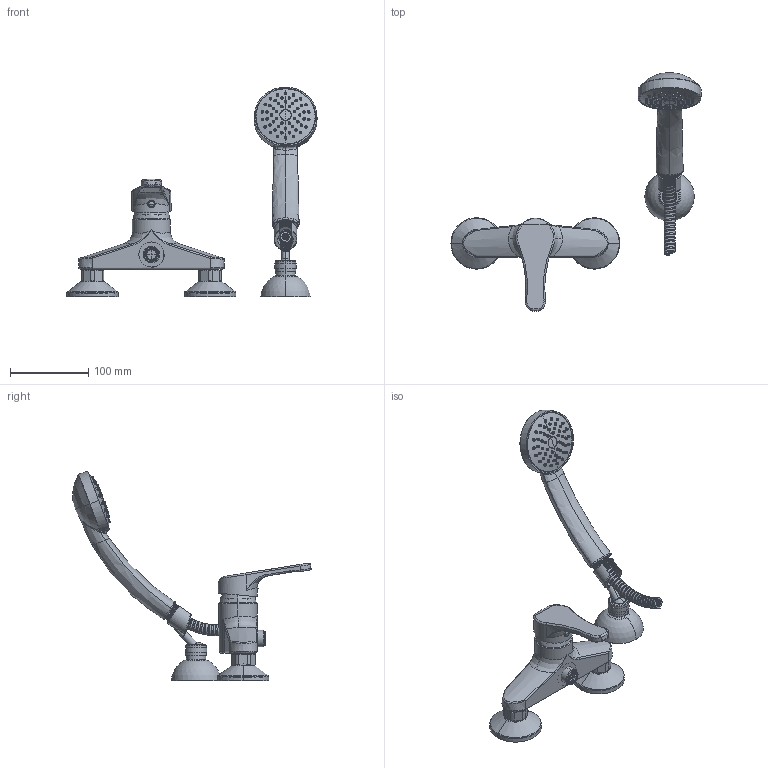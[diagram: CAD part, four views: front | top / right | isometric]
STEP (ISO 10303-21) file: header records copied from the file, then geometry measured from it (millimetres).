
FILE_DESCRIPTION((''),'2;1');
FILE_NAME('NT168DCR','2021-11-10T13:01:39',('ut3'),('PAFFONI SpA'),'CREO PARAMETRIC BY PTC INC, 2020044','CREO PARAMETRIC BY PTC INC, 2020044','');
FILE_SCHEMA(('CONFIG_CONTROL_DESIGN','SHAPE_APPEARANCE_LAYERS_GROUPS'));
Products named in the file (1): NT168DCR
Bounding box: 318.98 x 303.92 x 267.46 mm (x, y, z)
Volume: 370542.8 mm3; surface area: 222205.1 mm2
Topology: 7 solids, 8 shells, 2557 faces, 6896 edges, 4415 vertices
Faces by surface type: plane 1027, cylinder 632, cone 340, torus 308, bspline 192, sphere 46, extrusion 12
Entity records: 157881 total; most frequent: CARTESIAN_POINT 76406, ORIENTED_EDGE 13716, DIRECTION 12714, EDGE_CURVE 6858, AXIS2_PLACEMENT_3D 4850, VERTEX_POINT 4413, VECTOR 3014, LINE 3002
